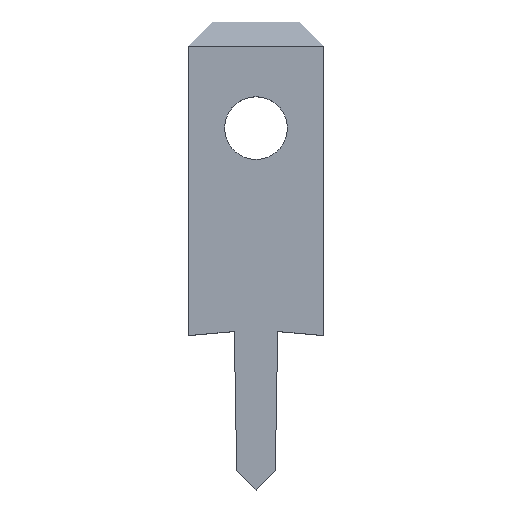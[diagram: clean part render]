
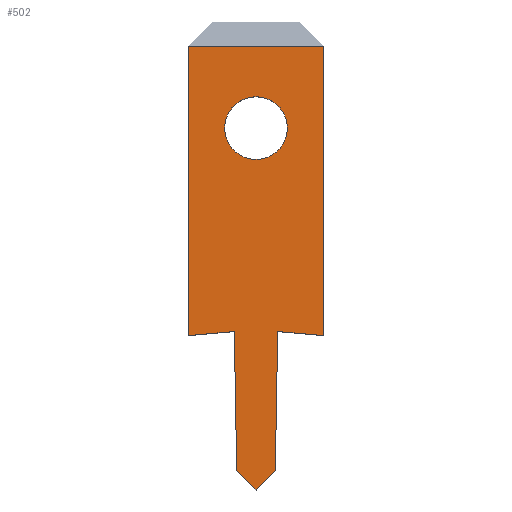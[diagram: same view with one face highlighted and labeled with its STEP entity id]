
A CAD part, top view. The second image highlights one B-rep face of the part: STEP entity #502.
In plain terms, the highlighted planar face has unit normal (0, 0, 1).
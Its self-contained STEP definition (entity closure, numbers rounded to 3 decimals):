
#2 = ORIENTED_EDGE ( 'NONE', *, *, #154, .F. ) ;
#13 = EDGE_CURVE ( 'NONE', #350, #420, #510, .T. ) ;
#14 = ORIENTED_EDGE ( 'NONE', *, *, #105, .T. ) ;
#22 = CARTESIAN_POINT ( 'NONE',  ( 1.4, 0., 0.4 ) ) ;
#23 = DIRECTION ( 'NONE',  ( 0.017, 1., 0. ) ) ;
#30 = LINE ( 'NONE', #71, #458 ) ;
#37 = CARTESIAN_POINT ( 'NONE',  ( -0.4, -2.8, 0.4 ) ) ;
#42 = VECTOR ( 'NONE', #475, 1000. ) ;
#57 = VECTOR ( 'NONE', #446, 1000. ) ;
#61 = DIRECTION ( 'NONE',  ( 0.996, -0.087, 0. ) ) ;
#67 = LINE ( 'NONE', #321, #57 ) ;
#69 = EDGE_LOOP ( 'NONE', ( #290, #2 ) ) ;
#70 = FACE_OUTER_BOUND ( 'NONE', #305, .T. ) ;
#71 = CARTESIAN_POINT ( 'NONE',  ( 0.4, -2.8, 0.4 ) ) ;
#75 = ORIENTED_EDGE ( 'NONE', *, *, #177, .T. ) ;
#102 = CARTESIAN_POINT ( 'NONE',  ( -1.4, 0., 0.4 ) ) ;
#104 = ORIENTED_EDGE ( 'NONE', *, *, #131, .F. ) ;
#105 = EDGE_CURVE ( 'NONE', #278, #508, #107, .T. ) ;
#107 = LINE ( 'NONE', #527, #225 ) ;
#113 = EDGE_CURVE ( 'NONE', #238, #534, #318, .T. ) ;
#131 = EDGE_CURVE ( 'NONE', #134, #244, #67, .T. ) ;
#133 = CARTESIAN_POINT ( 'NONE',  ( -0.65, 4.3, 0.4 ) ) ;
#134 = VERTEX_POINT ( 'NONE', #401 ) ;
#144 = LINE ( 'NONE', #102, #235 ) ;
#145 = CARTESIAN_POINT ( 'NONE',  ( 0., -3.2, 0.4 ) ) ;
#148 = AXIS2_PLACEMENT_3D ( 'NONE', #327, #372, #369 ) ;
#153 = LINE ( 'NONE', #485, #208 ) ;
#154 = EDGE_CURVE ( 'NONE', #293, #452, #523, .T. ) ;
#157 = VECTOR ( 'NONE', #191, 1000. ) ;
#163 = EDGE_CURVE ( 'NONE', #534, #350, #243, .T. ) ;
#166 = ORIENTED_EDGE ( 'NONE', *, *, #519, .T. ) ;
#169 = EDGE_CURVE ( 'NONE', #233, #278, #313, .T. ) ;
#177 = EDGE_CURVE ( 'NONE', #508, #244, #153, .T. ) ;
#185 = FACE_BOUND ( 'NONE', #69, .T. ) ;
#186 = CARTESIAN_POINT ( 'NONE',  ( 0., 4.3, 0.4 ) ) ;
#188 = CARTESIAN_POINT ( 'NONE',  ( 0., 0., 0.4 ) ) ;
#191 = DIRECTION ( 'NONE',  ( 0.017, -1., 0. ) ) ;
#207 = CARTESIAN_POINT ( 'NONE',  ( 0.65, 4.3, 0.4 ) ) ;
#208 = VECTOR ( 'NONE', #489, 1000. ) ;
#212 = EDGE_CURVE ( 'NONE', #420, #233, #30, .T. ) ;
#225 = VECTOR ( 'NONE', #61, 1000. ) ;
#231 = CARTESIAN_POINT ( 'NONE',  ( -0.4, -2.8, 0.4 ) ) ;
#232 = CARTESIAN_POINT ( 'NONE',  ( -1.4, 0., 0.4 ) ) ;
#233 = VERTEX_POINT ( 'NONE', #481 ) ;
#235 = VECTOR ( 'NONE', #438, 1000. ) ;
#238 = VERTEX_POINT ( 'NONE', #232 ) ;
#240 = CARTESIAN_POINT ( 'NONE',  ( -0.45, 0.083, 0.4 ) ) ;
#243 = LINE ( 'NONE', #231, #157 ) ;
#244 = VERTEX_POINT ( 'NONE', #353 ) ;
#275 = ORIENTED_EDGE ( 'NONE', *, *, #212, .T. ) ;
#278 = VERTEX_POINT ( 'NONE', #289 ) ;
#283 = DIRECTION ( 'NONE',  ( 1., 0., 0. ) ) ;
#289 = CARTESIAN_POINT ( 'NONE',  ( 0.45, 0.083, 0.4 ) ) ;
#290 = ORIENTED_EDGE ( 'NONE', *, *, #306, .F. ) ;
#293 = VERTEX_POINT ( 'NONE', #207 ) ;
#295 = VECTOR ( 'NONE', #531, 1000. ) ;
#302 = ORIENTED_EDGE ( 'NONE', *, *, #169, .T. ) ;
#305 = EDGE_LOOP ( 'NONE', ( #104, #166, #537, #457, #319, #275, #302, #14, #75 ) ) ;
#306 = EDGE_CURVE ( 'NONE', #452, #293, #525, .T. ) ;
#312 = PLANE ( 'NONE',  #431 ) ;
#313 = LINE ( 'NONE', #530, #360 ) ;
#317 = CARTESIAN_POINT ( 'NONE',  ( -0.45, 0.083, 0.4 ) ) ;
#318 = LINE ( 'NONE', #240, #295 ) ;
#319 = ORIENTED_EDGE ( 'NONE', *, *, #13, .T. ) ;
#321 = CARTESIAN_POINT ( 'NONE',  ( -1.5, 6., 0.4 ) ) ;
#327 = CARTESIAN_POINT ( 'NONE',  ( 0., 4.3, 0.4 ) ) ;
#350 = VERTEX_POINT ( 'NONE', #37 ) ;
#352 = DIRECTION ( 'NONE',  ( 0., 0., 1. ) ) ;
#353 = CARTESIAN_POINT ( 'NONE',  ( 1.4, 6., 0.4 ) ) ;
#356 = DIRECTION ( 'NONE',  ( 0., 0., 1. ) ) ;
#358 = DIRECTION ( 'NONE',  ( 0.707, 0.707, 0. ) ) ;
#360 = VECTOR ( 'NONE', #23, 1000. ) ;
#369 = DIRECTION ( 'NONE',  ( 1., 0., 0. ) ) ;
#372 = DIRECTION ( 'NONE',  ( 0., 0., 1. ) ) ;
#401 = CARTESIAN_POINT ( 'NONE',  ( -1.4, 6., 0.4 ) ) ;
#420 = VERTEX_POINT ( 'NONE', #424 ) ;
#424 = CARTESIAN_POINT ( 'NONE',  ( 0., -3.2, 0.4 ) ) ;
#431 = AXIS2_PLACEMENT_3D ( 'NONE', #188, #352, #480 ) ;
#438 = DIRECTION ( 'NONE',  ( 0., -1., 0. ) ) ;
#446 = DIRECTION ( 'NONE',  ( 1., 0., 0. ) ) ;
#452 = VERTEX_POINT ( 'NONE', #133 ) ;
#457 = ORIENTED_EDGE ( 'NONE', *, *, #163, .T. ) ;
#458 = VECTOR ( 'NONE', #358, 1000. ) ;
#475 = DIRECTION ( 'NONE',  ( 0.707, -0.707, 0. ) ) ;
#480 = DIRECTION ( 'NONE',  ( 1., 0., 0. ) ) ;
#481 = CARTESIAN_POINT ( 'NONE',  ( 0.4, -2.8, 0.4 ) ) ;
#485 = CARTESIAN_POINT ( 'NONE',  ( 1.4, 6., 0.4 ) ) ;
#489 = DIRECTION ( 'NONE',  ( 0., 1., 0. ) ) ;
#502 = ADVANCED_FACE ( 'NONE', ( #70, #185 ), #312, .T. ) ;
#505 = AXIS2_PLACEMENT_3D ( 'NONE', #186, #356, #283 ) ;
#508 = VERTEX_POINT ( 'NONE', #22 ) ;
#510 = LINE ( 'NONE', #145, #42 ) ;
#519 = EDGE_CURVE ( 'NONE', #134, #238, #144, .T. ) ;
#523 = CIRCLE ( 'NONE', #505, 0.65 ) ;
#525 = CIRCLE ( 'NONE', #148, 0.65 ) ;
#527 = CARTESIAN_POINT ( 'NONE',  ( 1.4, 0., 0.4 ) ) ;
#530 = CARTESIAN_POINT ( 'NONE',  ( 0.45, 0.083, 0.4 ) ) ;
#531 = DIRECTION ( 'NONE',  ( 0.996, 0.087, 0. ) ) ;
#534 = VERTEX_POINT ( 'NONE', #317 ) ;
#537 = ORIENTED_EDGE ( 'NONE', *, *, #113, .T. ) ;
